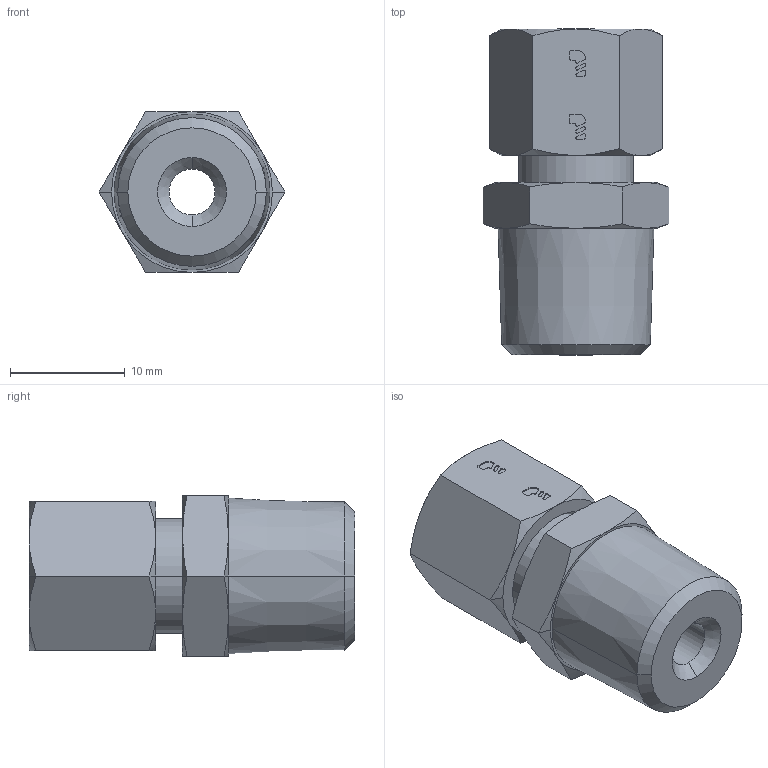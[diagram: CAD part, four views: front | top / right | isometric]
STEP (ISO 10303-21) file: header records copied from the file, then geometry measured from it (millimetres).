
FILE_DESCRIPTION(('STEP AP214'),'1');
FILE_NAME('1805_06_13.stp','2016-07-07T14:24:31',('TraceParts'),('TraceParts S.A.'),'Spatial InterOp 3D',' ',' ');
FILE_SCHEMA(('automotive_design'));
Length unit declared in the file: millimetre
Products named in the file (3): 1805-06-13|1805-06-13U:1#1805-06-13U;1805-06-13U; 1805-06-13|1824-06-00:1#1824-06-00;1824-06-00; 1805-06-13|1810-06-00:1#1810-06-00;1810-06-00
Bounding box: 16.17 x 28.34 x 14 mm (x, y, z)
Volume: 3466.2 mm3; surface area: 2731.3 mm2
Topology: 3 solids, 3 shells, 287 faces, 755 edges, 485 vertices
Faces by surface type: plane 177, cone 56, cylinder 48, torus 6
Entity records: 11094 total; most frequent: CARTESIAN_POINT 1638, ORIENTED_EDGE 1510, DIRECTION 1454, EDGE_CURVE 755, LINE 532, VECTOR 532, VERTEX_POINT 485, AXIS2_PLACEMENT_3D 461
